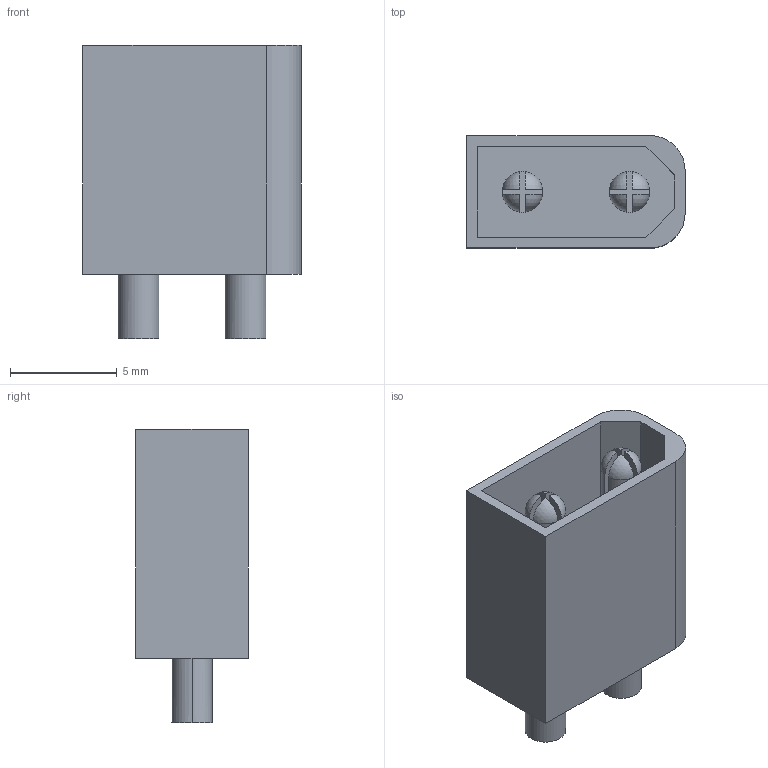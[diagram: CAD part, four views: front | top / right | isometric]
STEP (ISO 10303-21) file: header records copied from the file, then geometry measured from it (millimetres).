
FILE_DESCRIPTION (( 'STEP AP214' ), '1' );
FILE_NAME ('XT30U-M_NEW.STEP', '2023-08-16T19:36:45', ( '' ), ( '' ), 'SwSTEP 2.0', 'SolidWorks 2020', '' );
FILE_SCHEMA (( 'AUTOMOTIVE_DESIGN' ));
Length unit declared in the file: millimetre
Products named in the file (1): XT30U-M_NEW
Bounding box: 10.2 x 5.25 x 13.7 mm (x, y, z)
Volume: 321.8 mm3; surface area: 841.5 mm2
Topology: 3 solids, 3 shells, 54 faces, 138 edges, 92 vertices
Faces by surface type: plane 40, sphere 8, cylinder 6
Entity records: 1698 total; most frequent: DIRECTION 292, CARTESIAN_POINT 285, ORIENTED_EDGE 276, EDGE_CURVE 138, AXIS2_PLACEMENT_3D 99, LINE 94, VECTOR 94, VERTEX_POINT 92
